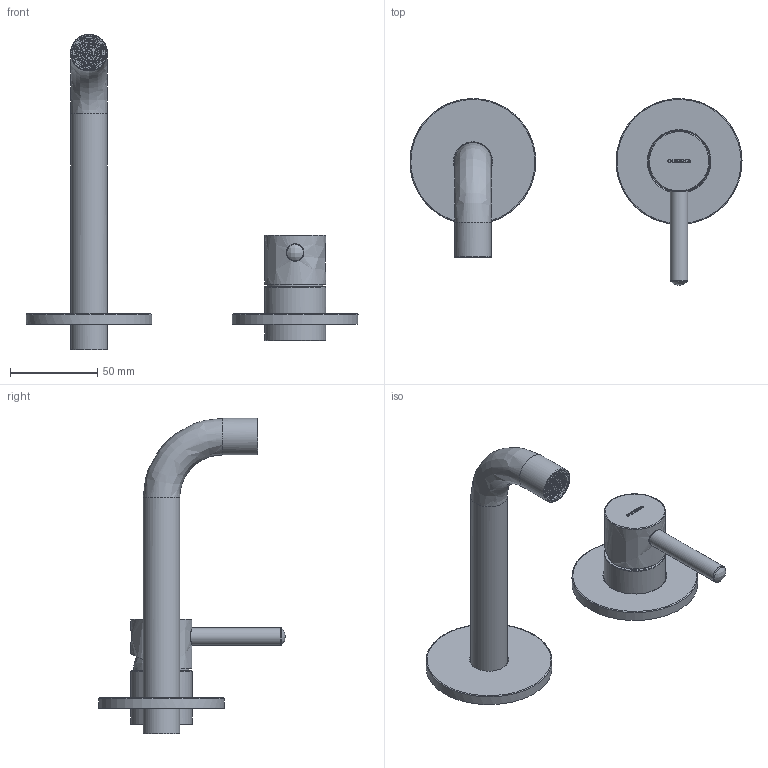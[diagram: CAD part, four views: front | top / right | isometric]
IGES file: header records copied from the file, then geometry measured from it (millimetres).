
Global section: file name: f2e9c8c3-0fe9-4456-bf15-d825947c34ea; native system: unknown; preprocessor: unknown; author: unknown; organization: unknown; date: 20191213.203420; units: millimetre
Bounding box: 189.99 x 106.95 x 180.5 mm (x, y, z)
Volume: 153547.4 mm3; surface area: 54182 mm2
Topology: 20 solids, 20 shells, 981 faces, 3033 edges, 2046 vertices
Faces by surface type: bspline 981
